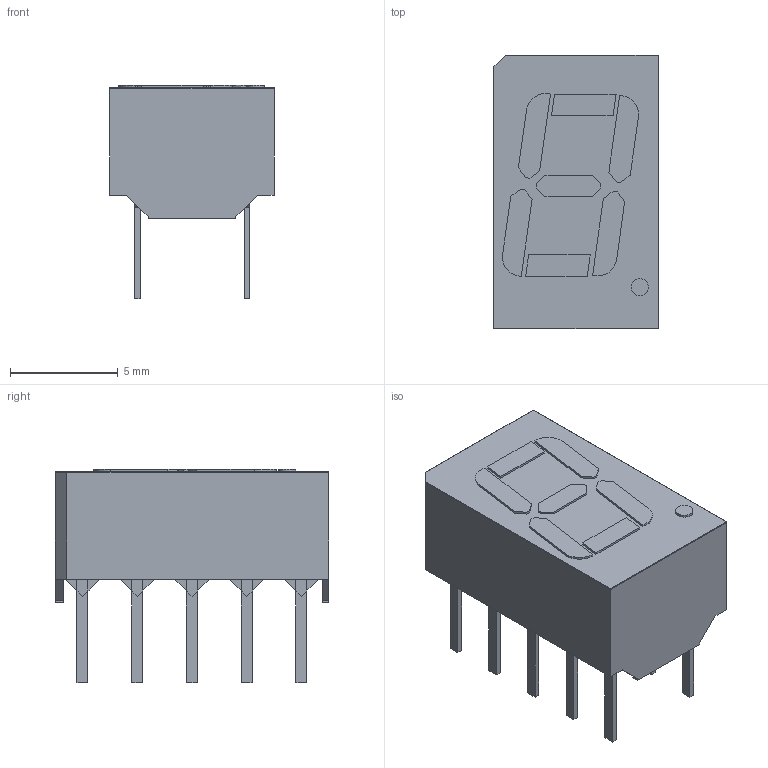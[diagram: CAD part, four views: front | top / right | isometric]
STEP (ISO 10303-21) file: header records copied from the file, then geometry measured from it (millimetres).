
FILE_DESCRIPTION(('FreeCAD Model'),'2;1');
FILE_NAME('HDSP-7401.step','2018-05-08T18:44:23',('kicad StepUp'),('ksu MCAD'), 'Open CASCADE STEP processor 7.1','FreeCAD','Unknown');
FILE_SCHEMA(('AUTOMOTIVE_DESIGN { 1 0 10303 214 1 1 1 1 }'));
Length unit declared in the file: millimetre
Products named in the file (1): HDSP-7401
Bounding box: 7.62 x 12.7 x 9.9 mm (x, y, z)
Volume: 496.2 mm3; surface area: 501 mm2
Topology: 1 solids, 1 shells, 220 faces, 522 edges, 322 vertices
Faces by surface type: plane 215, cylinder 5
Full cylindrical faces by diameter (mm): 0.8 x1
Entity records: 4001 total; most frequent: ORIENTED_EDGE 843, CARTESIAN_POINT 576, EDGE_CURVE 522, LINE 374, VERTEX_POINT 322, FACE_BOUND 238, EDGE_LOOP 238, ADVANCED_FACE 220
